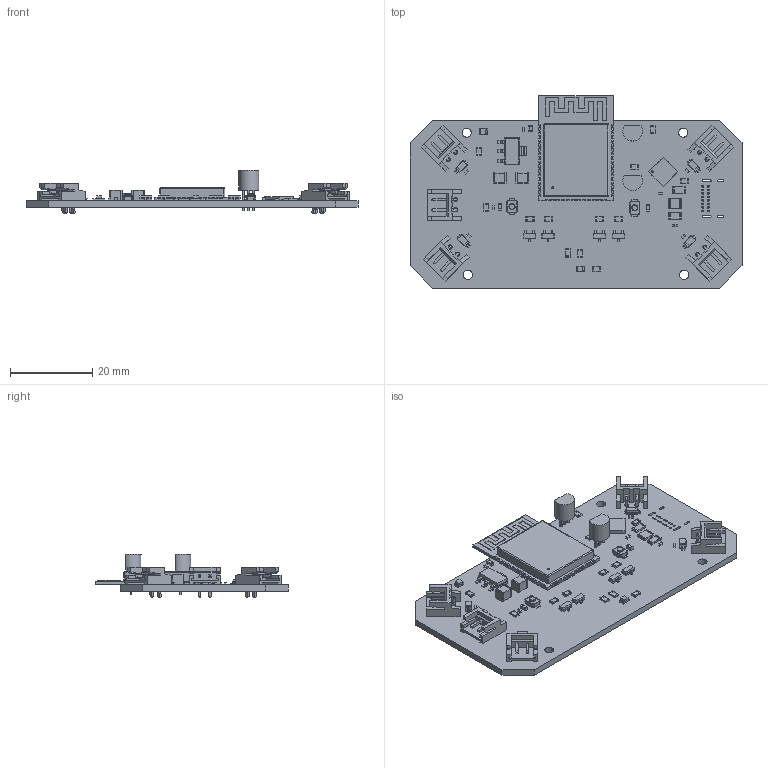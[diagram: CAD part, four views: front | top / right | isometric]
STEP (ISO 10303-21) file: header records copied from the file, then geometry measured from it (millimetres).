
FILE_DESCRIPTION(('KiCad electronic assembly'),'2;1');
FILE_NAME('saucey.step','2024-07-12T00:10:02',('Pcbnew'),('Kicad'), 'Open CASCADE STEP processor 7.7','KiCad to STEP converter','Unknown' );
FILE_SCHEMA(('AUTOMOTIVE_DESIGN { 1 0 10303 214 1 1 1 1 }'));
Length unit declared in the file: millimetre
Products named in the file (32): saucey 1; C_1210_3225Metric; SOT-23; SOT_23; R_0805_2012Metric; JST_EH_S2B-EH_1x02_P2.50mm_Horizontal; JST_S2B_EH; SW_SPST_B3U-1000P; TO-92_Inline; TO-92_Inline_Narrow; ESP32-S3-WROOM-1; C_0603_1608Metric; D_SOD-123; D_SOD_123; LED_0805_2012Metric; R_1206_3216Metric; R_1210_3225Metric; C_0402_1005Metric; QFN-28-1EP_5x5mm_P0.5mm_EP3.35x3.35mm; QFN-28-1EP_5x5mm_Pitch0.5mm; SOT-223; SOT_223; saucey_PCB
Assembly tree (66 placements, depth 3):
  saucey 1
    C_1210_3225Metric  x2
      C_1210_3225Metric
    SOT-23  x4
      SOT_23
    R_0805_2012Metric  x12
      R_0805_2012Metric
    JST_EH_S2B-EH_1x02_P2.50mm_Horizontal  x5
      JST_S2B_EH
    SW_SPST_B3U-1000P  x2
      SW_SPST_B3U-1000P
    TO-92_Inline  x2
      TO-92_Inline_Narrow
    ESP32-S3-WROOM-1
      ESP32-S3-WROOM-1
    C_0603_1608Metric  x3
      C_0603_1608Metric
    D_SOD-123  x4
      D_SOD_123
    LED_0805_2012Metric  x2
      LED_0805_2012Metric
    R_1206_3216Metric  x2
      R_1206_3216Metric
    R_1210_3225Metric
      R_1210_3225Metric
    C_0402_1005Metric  x8
      C_0402_1005Metric
    QFN-28-1EP_5x5mm_P0.5mm_EP3.35x3.35mm
      QFN-28-1EP_5x5mm_Pitch0.5mm
    SOT-223
      SOT_223
    saucey_PCB
Bounding box: 80.5 x 46.7 x 10.5 mm (x, y, z)
Volume: 6921.6 mm3; surface area: 11480.2 mm2
Topology: 102 solids, 102 shells, 4049 faces, 10175 edges, 6340 vertices
Faces by surface type: plane 2963, cylinder 786, bspline 228, sphere 38, torus 34
Full cylindrical faces by diameter (mm): 0.2 x12, 0.4 x16, 0.5 x2, 0.75 x6, 1 x10, 1.5 x2, 2.2 x4
Entity records: 84243 total; most frequent: CARTESIAN_POINT 12190, ORIENTED_EDGE 11492, DIRECTION 11080, EDGE_CURVE 5746, LINE 4890, VECTOR 4890, VERTEX_POINT 3571, AXIS2_PLACEMENT_3D 3095
